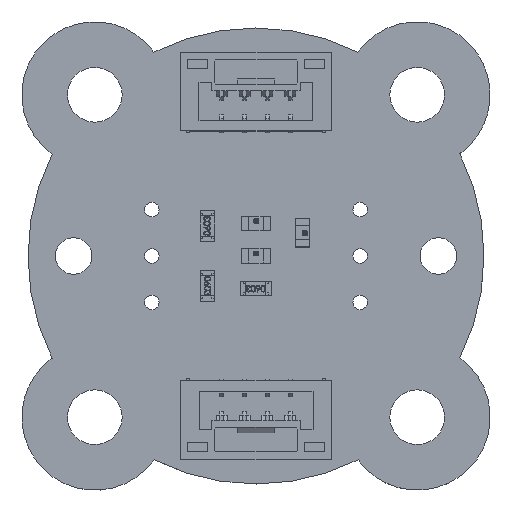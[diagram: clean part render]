
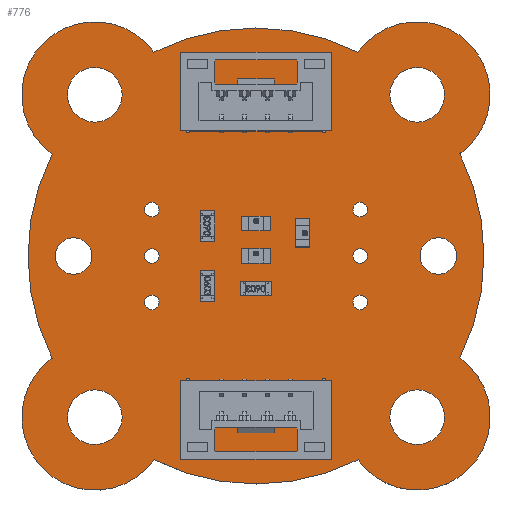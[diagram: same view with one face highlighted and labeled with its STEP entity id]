
A CAD part, top view. The second image highlights one B-rep face of the part: STEP entity #776.
In plain terms, the highlighted planar face has unit normal (0, 0, 1).
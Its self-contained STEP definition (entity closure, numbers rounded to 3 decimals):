
#71 = VERTEX_POINT('',#72);
#72 = CARTESIAN_POINT('',(-11.177,-5.597,0.));
#78 = EDGE_CURVE('',#71,#79,#81,.T.);
#79 = VERTEX_POINT('',#80);
#80 = CARTESIAN_POINT('',(-11.176,5.588,0.));
#81 = CIRCLE('',#82,12.477);
#82 = AXIS2_PLACEMENT_3D('',#83,#84,#85);
#83 = CARTESIAN_POINT('',(-0.023,-0.005,
    0.));
#84 = DIRECTION('',(0.,0.,-1.));
#85 = DIRECTION('',(-0.894,-0.448,0.));
#111 = EDGE_CURVE('',#79,#112,#114,.T.);
#112 = VERTEX_POINT('',#113);
#113 = CARTESIAN_POINT('',(-5.597,11.177,0.));
#114 = CIRCLE('',#115,4.001);
#115 = AXIS2_PLACEMENT_3D('',#116,#117,#118);
#116 = CARTESIAN_POINT('',(-8.842,8.837,0.));
#117 = DIRECTION('',(0.,0.,-1.));
#118 = DIRECTION('',(-0.584,-0.812,0.));
#144 = EDGE_CURVE('',#112,#145,#147,.T.);
#145 = VERTEX_POINT('',#146);
#146 = CARTESIAN_POINT('',(5.588,11.176,0.));
#147 = CIRCLE('',#148,12.477);
#148 = AXIS2_PLACEMENT_3D('',#149,#150,#151);
#149 = CARTESIAN_POINT('',(-0.005,0.023,
    0.));
#150 = DIRECTION('',(0.,0.,-1.));
#151 = DIRECTION('',(-0.448,0.894,0.));
#177 = EDGE_CURVE('',#145,#178,#180,.T.);
#178 = VERTEX_POINT('',#179);
#179 = CARTESIAN_POINT('',(11.177,5.597,0.));
#180 = CIRCLE('',#181,4.001);
#181 = AXIS2_PLACEMENT_3D('',#182,#183,#184);
#182 = CARTESIAN_POINT('',(8.837,8.842,0.));
#183 = DIRECTION('',(0.,0.,-1.));
#184 = DIRECTION('',(-0.812,0.584,0.));
#210 = EDGE_CURVE('',#178,#211,#213,.T.);
#211 = VERTEX_POINT('',#212);
#212 = CARTESIAN_POINT('',(11.176,-5.588,0.));
#213 = CIRCLE('',#214,12.477);
#214 = AXIS2_PLACEMENT_3D('',#215,#216,#217);
#215 = CARTESIAN_POINT('',(0.023,0.005,
    0.));
#216 = DIRECTION('',(0.,0.,-1.));
#217 = DIRECTION('',(0.894,0.448,0.));
#243 = EDGE_CURVE('',#211,#244,#246,.T.);
#244 = VERTEX_POINT('',#245);
#245 = CARTESIAN_POINT('',(5.597,-11.177,0.));
#246 = CIRCLE('',#247,4.001);
#247 = AXIS2_PLACEMENT_3D('',#248,#249,#250);
#248 = CARTESIAN_POINT('',(8.842,-8.837,0.));
#249 = DIRECTION('',(0.,0.,-1.));
#250 = DIRECTION('',(0.584,0.812,0.));
#276 = EDGE_CURVE('',#244,#277,#279,.T.);
#277 = VERTEX_POINT('',#278);
#278 = CARTESIAN_POINT('',(-5.588,-11.176,0.));
#279 = CIRCLE('',#280,12.477);
#280 = AXIS2_PLACEMENT_3D('',#281,#282,#283);
#281 = CARTESIAN_POINT('',(0.005,-0.023,
    0.));
#282 = DIRECTION('',(0.,0.,-1.));
#283 = DIRECTION('',(0.448,-0.894,0.));
#309 = EDGE_CURVE('',#277,#71,#310,.T.);
#310 = CIRCLE('',#311,4.001);
#311 = AXIS2_PLACEMENT_3D('',#312,#313,#314);
#312 = CARTESIAN_POINT('',(-8.837,-8.842,0.));
#313 = DIRECTION('',(0.,0.,-1.));
#314 = DIRECTION('',(0.812,-0.584,0.));
#335 = VERTEX_POINT('',#336);
#336 = CARTESIAN_POINT('',(-9.,0.,0.));
#342 = EDGE_CURVE('',#335,#335,#343,.T.);
#343 = CIRCLE('',#344,1.);
#344 = AXIS2_PLACEMENT_3D('',#345,#346,#347);
#345 = CARTESIAN_POINT('',(-10.,0.,0.));
#346 = DIRECTION('',(0.,0.,1.));
#347 = DIRECTION('',(1.,0.,0.));
#368 = VERTEX_POINT('',#369);
#369 = CARTESIAN_POINT('',(-7.34,-8.84,0.));
#375 = EDGE_CURVE('',#368,#368,#376,.T.);
#376 = CIRCLE('',#377,1.5);
#377 = AXIS2_PLACEMENT_3D('',#378,#379,#380);
#378 = CARTESIAN_POINT('',(-8.84,-8.84,0.));
#379 = DIRECTION('',(0.,0.,1.));
#380 = DIRECTION('',(1.,0.,0.));
#401 = VERTEX_POINT('',#402);
#402 = CARTESIAN_POINT('',(-5.315,-2.54,0.));
#408 = EDGE_CURVE('',#401,#401,#409,.T.);
#409 = CIRCLE('',#410,0.4);
#410 = AXIS2_PLACEMENT_3D('',#411,#412,#413);
#411 = CARTESIAN_POINT('',(-5.715,-2.54,0.));
#412 = DIRECTION('',(0.,0.,1.));
#413 = DIRECTION('',(1.,0.,0.));
#434 = VERTEX_POINT('',#435);
#435 = CARTESIAN_POINT('',(-7.34,8.84,0.));
#441 = EDGE_CURVE('',#434,#434,#442,.T.);
#442 = CIRCLE('',#443,1.5);
#443 = AXIS2_PLACEMENT_3D('',#444,#445,#446);
#444 = CARTESIAN_POINT('',(-8.84,8.84,0.));
#445 = DIRECTION('',(0.,0.,1.));
#446 = DIRECTION('',(1.,0.,0.));
#467 = VERTEX_POINT('',#468);
#468 = CARTESIAN_POINT('',(-5.315,0.,0.));
#474 = EDGE_CURVE('',#467,#467,#475,.T.);
#475 = CIRCLE('',#476,0.4);
#476 = AXIS2_PLACEMENT_3D('',#477,#478,#479);
#477 = CARTESIAN_POINT('',(-5.715,0.,0.));
#478 = DIRECTION('',(0.,0.,1.));
#479 = DIRECTION('',(1.,0.,0.));
#500 = VERTEX_POINT('',#501);
#501 = CARTESIAN_POINT('',(-5.315,2.54,0.));
#507 = EDGE_CURVE('',#500,#500,#508,.T.);
#508 = CIRCLE('',#509,0.4);
#509 = AXIS2_PLACEMENT_3D('',#510,#511,#512);
#510 = CARTESIAN_POINT('',(-5.715,2.54,0.));
#511 = DIRECTION('',(0.,0.,1.));
#512 = DIRECTION('',(1.,0.,0.));
#533 = VERTEX_POINT('',#534);
#534 = CARTESIAN_POINT('',(6.115,-2.54,0.));
#540 = EDGE_CURVE('',#533,#533,#541,.T.);
#541 = CIRCLE('',#542,0.4);
#542 = AXIS2_PLACEMENT_3D('',#543,#544,#545);
#543 = CARTESIAN_POINT('',(5.715,-2.54,0.));
#544 = DIRECTION('',(0.,0.,1.));
#545 = DIRECTION('',(1.,0.,0.));
#566 = VERTEX_POINT('',#567);
#567 = CARTESIAN_POINT('',(10.34,-8.84,0.));
#573 = EDGE_CURVE('',#566,#566,#574,.T.);
#574 = CIRCLE('',#575,1.5);
#575 = AXIS2_PLACEMENT_3D('',#576,#577,#578);
#576 = CARTESIAN_POINT('',(8.84,-8.84,0.));
#577 = DIRECTION('',(0.,0.,1.));
#578 = DIRECTION('',(1.,0.,0.));
#599 = VERTEX_POINT('',#600);
#600 = CARTESIAN_POINT('',(11.,0.,0.));
#606 = EDGE_CURVE('',#599,#599,#607,.T.);
#607 = CIRCLE('',#608,1.);
#608 = AXIS2_PLACEMENT_3D('',#609,#610,#611);
#609 = CARTESIAN_POINT('',(10.,0.,0.));
#610 = DIRECTION('',(0.,0.,1.));
#611 = DIRECTION('',(1.,0.,0.));
#632 = VERTEX_POINT('',#633);
#633 = CARTESIAN_POINT('',(6.115,0.,0.));
#639 = EDGE_CURVE('',#632,#632,#640,.T.);
#640 = CIRCLE('',#641,0.4);
#641 = AXIS2_PLACEMENT_3D('',#642,#643,#644);
#642 = CARTESIAN_POINT('',(5.715,0.,0.));
#643 = DIRECTION('',(0.,0.,1.));
#644 = DIRECTION('',(1.,0.,0.));
#665 = VERTEX_POINT('',#666);
#666 = CARTESIAN_POINT('',(6.115,2.54,0.));
#672 = EDGE_CURVE('',#665,#665,#673,.T.);
#673 = CIRCLE('',#674,0.4);
#674 = AXIS2_PLACEMENT_3D('',#675,#676,#677);
#675 = CARTESIAN_POINT('',(5.715,2.54,0.));
#676 = DIRECTION('',(0.,0.,1.));
#677 = DIRECTION('',(1.,0.,0.));
#698 = VERTEX_POINT('',#699);
#699 = CARTESIAN_POINT('',(10.34,8.84,0.));
#705 = EDGE_CURVE('',#698,#698,#706,.T.);
#706 = CIRCLE('',#707,1.5);
#707 = AXIS2_PLACEMENT_3D('',#708,#709,#710);
#708 = CARTESIAN_POINT('',(8.84,8.84,0.));
#709 = DIRECTION('',(0.,0.,1.));
#710 = DIRECTION('',(1.,0.,0.));
#776 = ADVANCED_FACE('',(#777,#787,#790,#793,#796,#799,#802,#805,#808,
    #811,#814,#817,#820),#823,.T.);
#777 = FACE_BOUND('',#778,.F.);
#778 = EDGE_LOOP('',(#779,#780,#781,#782,#783,#784,#785,#786));
#779 = ORIENTED_EDGE('',*,*,#78,.T.);
#780 = ORIENTED_EDGE('',*,*,#111,.T.);
#781 = ORIENTED_EDGE('',*,*,#144,.T.);
#782 = ORIENTED_EDGE('',*,*,#177,.T.);
#783 = ORIENTED_EDGE('',*,*,#210,.T.);
#784 = ORIENTED_EDGE('',*,*,#243,.T.);
#785 = ORIENTED_EDGE('',*,*,#276,.T.);
#786 = ORIENTED_EDGE('',*,*,#309,.T.);
#787 = FACE_BOUND('',#788,.T.);
#788 = EDGE_LOOP('',(#789));
#789 = ORIENTED_EDGE('',*,*,#342,.F.);
#790 = FACE_BOUND('',#791,.T.);
#791 = EDGE_LOOP('',(#792));
#792 = ORIENTED_EDGE('',*,*,#375,.F.);
#793 = FACE_BOUND('',#794,.T.);
#794 = EDGE_LOOP('',(#795));
#795 = ORIENTED_EDGE('',*,*,#408,.F.);
#796 = FACE_BOUND('',#797,.T.);
#797 = EDGE_LOOP('',(#798));
#798 = ORIENTED_EDGE('',*,*,#441,.F.);
#799 = FACE_BOUND('',#800,.T.);
#800 = EDGE_LOOP('',(#801));
#801 = ORIENTED_EDGE('',*,*,#474,.F.);
#802 = FACE_BOUND('',#803,.T.);
#803 = EDGE_LOOP('',(#804));
#804 = ORIENTED_EDGE('',*,*,#507,.F.);
#805 = FACE_BOUND('',#806,.T.);
#806 = EDGE_LOOP('',(#807));
#807 = ORIENTED_EDGE('',*,*,#540,.F.);
#808 = FACE_BOUND('',#809,.T.);
#809 = EDGE_LOOP('',(#810));
#810 = ORIENTED_EDGE('',*,*,#573,.F.);
#811 = FACE_BOUND('',#812,.T.);
#812 = EDGE_LOOP('',(#813));
#813 = ORIENTED_EDGE('',*,*,#606,.F.);
#814 = FACE_BOUND('',#815,.T.);
#815 = EDGE_LOOP('',(#816));
#816 = ORIENTED_EDGE('',*,*,#639,.F.);
#817 = FACE_BOUND('',#818,.T.);
#818 = EDGE_LOOP('',(#819));
#819 = ORIENTED_EDGE('',*,*,#672,.F.);
#820 = FACE_BOUND('',#821,.T.);
#821 = EDGE_LOOP('',(#822));
#822 = ORIENTED_EDGE('',*,*,#705,.F.);
#823 = PLANE('',#824);
#824 = AXIS2_PLACEMENT_3D('',#825,#826,#827);
#825 = CARTESIAN_POINT('',(-11.177,-5.597,0.));
#826 = DIRECTION('',(0.,0.,1.));
#827 = DIRECTION('',(1.,0.,0.));
